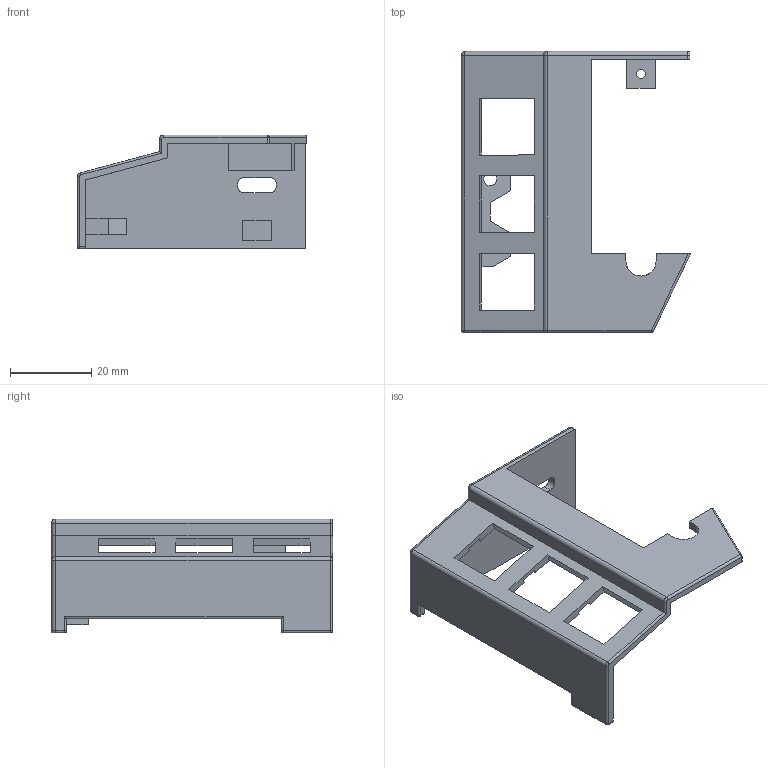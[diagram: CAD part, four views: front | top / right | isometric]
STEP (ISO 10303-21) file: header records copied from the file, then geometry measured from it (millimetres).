
FILE_DESCRIPTION(/* description */ ('','CAx-IF Rec.Pracs.---Representation and Presentation of Product Manufacturing Information (PMI)---4.0---2014-10-13'),/* implementation_level */ '2;1');
FILE_NAME(/* name */ 'body_cover.step',/* time_stamp */ '2025-02-20T04:08:32+09:00',/* author */ (''),/* organization */ (''),/* preprocessor_version */ 'ST-DEVELOPER v20',/* originating_system */ 'Autodesk Translation Framework v13.20.0.188',/* authorisation */ '');
FILE_SCHEMA (('AP242_MANAGED_MODEL_BASED_3D_ENGINEERING_MIM_LF { 1 0 10303 442 1 1 4 }'));
Length unit declared in the file: millimetre
Products named in the file (1): body_cover
Bounding box: 56.35 x 69.05 x 28 mm (x, y, z)
Volume: 10294.2 mm3; surface area: 11221.9 mm2
Topology: 1 solids, 1 shells, 145 faces, 384 edges, 245 vertices
Faces by surface type: plane 100, cylinder 34, sphere 7, bspline 4
Full cylindrical faces by diameter (mm): 2.2 x1, 3.2 x2, 3.5 x1
Entity records: 4501 total; most frequent: CARTESIAN_POINT 807, ORIENTED_EDGE 768, DIRECTION 738, EDGE_CURVE 384, LINE 314, VECTOR 314, VERTEX_POINT 245, AXIS2_PLACEMENT_3D 212
